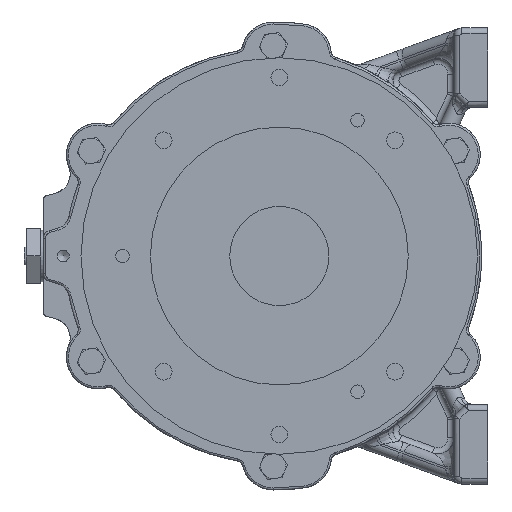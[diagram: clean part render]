
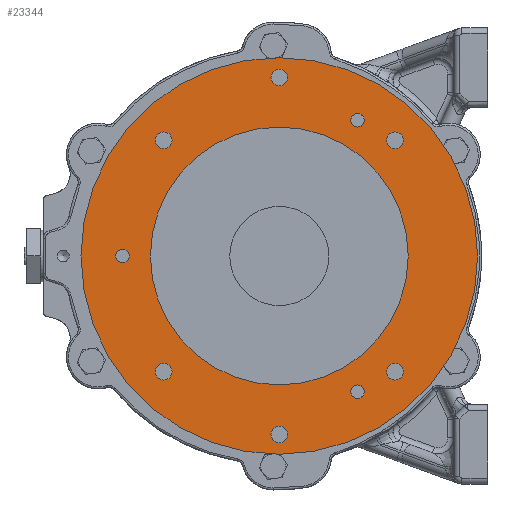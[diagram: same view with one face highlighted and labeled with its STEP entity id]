
A CAD part, left-side view. The second image highlights one B-rep face of the part: STEP entity #23344.
In plain terms, the highlighted planar face has unit normal (-1, 0, 0).
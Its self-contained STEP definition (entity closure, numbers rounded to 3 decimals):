
#499 = ORIENTED_EDGE ( 'NONE', *, *, #2737, .T. ) ;
#636 = CARTESIAN_POINT ( 'NONE',  ( -80.5, -3., 85.75 ) ) ;
#685 = AXIS2_PLACEMENT_3D ( 'NONE', #15500, #20062, #8297 ) ;
#766 = CARTESIAN_POINT ( 'NONE',  ( -80.5, 55.336, -58.336 ) ) ;
#801 = FACE_BOUND ( 'NONE', #46647, .T. ) ;
#1046 = DIRECTION ( 'NONE',  ( 1., 0., 0. ) ) ;
#1063 = DIRECTION ( 'NONE',  ( 0., 0., -1. ) ) ;
#1618 = EDGE_LOOP ( 'NONE', ( #31720 ) ) ;
#1665 = EDGE_LOOP ( 'NONE', ( #35803 ) ) ;
#1793 = DIRECTION ( 'NONE',  ( 0., 0., -1. ) ) ;
#2363 = CARTESIAN_POINT ( 'NONE',  ( -80.5, -3., 90. ) ) ;
#2737 = EDGE_CURVE ( 'NONE', #5302, #5302, #8252, .T. ) ;
#4158 = FACE_BOUND ( 'NONE', #1665, .T. ) ;
#4412 = FACE_OUTER_BOUND ( 'NONE', #10625, .T. ) ;
#4456 = DIRECTION ( 'NONE',  ( 1., 0., 0. ) ) ;
#4720 = ORIENTED_EDGE ( 'NONE', *, *, #5261, .T. ) ;
#4767 = VERTEX_POINT ( 'NONE', #18976 ) ;
#5261 = EDGE_CURVE ( 'NONE', #32664, #32664, #28709, .T. ) ;
#5302 = VERTEX_POINT ( 'NONE', #35090 ) ;
#5710 = CARTESIAN_POINT ( 'NONE',  ( -80.5, 55.336, -62.586 ) ) ;
#5798 = AXIS2_PLACEMENT_3D ( 'NONE', #42140, #19593, #1063 ) ;
#6575 = DIRECTION ( 'NONE',  ( 0., 0., -1. ) ) ;
#7108 = FACE_BOUND ( 'NONE', #36267, .T. ) ;
#7121 = EDGE_LOOP ( 'NONE', ( #46887 ) ) ;
#7889 = CARTESIAN_POINT ( 'NONE',  ( -80.5, 55.336, 54.086 ) ) ;
#8252 = CIRCLE ( 'NONE', #14391, 3.4 ) ;
#8297 = DIRECTION ( 'NONE',  ( 0., 0., -1. ) ) ;
#8328 = VERTEX_POINT ( 'NONE', #44835 ) ;
#8839 = VERTEX_POINT ( 'NONE', #21336 ) ;
#9682 = CIRCLE ( 'NONE', #30423, 4.25 ) ;
#10234 = FACE_BOUND ( 'NONE', #13260, .T. ) ;
#10625 = EDGE_LOOP ( 'NONE', ( #18012 ) ) ;
#11176 = CARTESIAN_POINT ( 'NONE',  ( -80.5, -3., 0. ) ) ;
#11682 = DIRECTION ( 'NONE',  ( 1., 0., 0. ) ) ;
#12228 = CARTESIAN_POINT ( 'NONE',  ( -80.5, -61.336, -62.586 ) ) ;
#12708 = DIRECTION ( 'NONE',  ( 1., 0., 0. ) ) ;
#12724 = CIRCLE ( 'NONE', #5798, 4.25 ) ;
#13260 = EDGE_LOOP ( 'NONE', ( #4720 ) ) ;
#14391 = AXIS2_PLACEMENT_3D ( 'NONE', #17089, #35829, #17574 ) ;
#14968 = EDGE_CURVE ( 'NONE', #30012, #30012, #26884, .T. ) ;
#15432 = DIRECTION ( 'NONE',  ( 1., 0., 0. ) ) ;
#15500 = CARTESIAN_POINT ( 'NONE',  ( -80.5, -61.336, -58.336 ) ) ;
#15834 = AXIS2_PLACEMENT_3D ( 'NONE', #34012, #11682, #30177 ) ;
#16053 = EDGE_CURVE ( 'NONE', #36980, #36980, #40606, .T. ) ;
#16077 = EDGE_CURVE ( 'NONE', #4767, #4767, #27567, .T. ) ;
#17089 = CARTESIAN_POINT ( 'NONE',  ( -80.5, 76., 0. ) ) ;
#17261 = AXIS2_PLACEMENT_3D ( 'NONE', #32361, #21778, #22677 ) ;
#17472 = FACE_BOUND ( 'NONE', #33917, .T. ) ;
#17574 = DIRECTION ( 'NONE',  ( 0., 0., -1. ) ) ;
#17804 = EDGE_CURVE ( 'NONE', #26408, #26408, #18521, .T. ) ;
#17927 = FACE_BOUND ( 'NONE', #7121, .T. ) ;
#18012 = ORIENTED_EDGE ( 'NONE', *, *, #14968, .T. ) ;
#18521 = CIRCLE ( 'NONE', #19319, 4.25 ) ;
#18727 = CARTESIAN_POINT ( 'NONE',  ( -80.5, -3., 100. ) ) ;
#18976 = CARTESIAN_POINT ( 'NONE',  ( -80.5, -3., -94.25 ) ) ;
#19319 = AXIS2_PLACEMENT_3D ( 'NONE', #23930, #34965, #1793 ) ;
#19593 = DIRECTION ( 'NONE',  ( 1., 0., 0. ) ) ;
#20062 = DIRECTION ( 'NONE',  ( 1., 0., 0. ) ) ;
#20440 = EDGE_LOOP ( 'NONE', ( #27006 ) ) ;
#21073 = FACE_BOUND ( 'NONE', #37746, .T. ) ;
#21336 = CARTESIAN_POINT ( 'NONE',  ( -80.5, -42.5, -71.816 ) ) ;
#21749 = CARTESIAN_POINT ( 'NONE',  ( -80.5, -3., 0. ) ) ;
#21778 = DIRECTION ( 'NONE',  ( -1., 0., 0. ) ) ;
#21814 = CARTESIAN_POINT ( 'NONE',  ( -80.5, -42.5, 68.416 ) ) ;
#22099 = CARTESIAN_POINT ( 'NONE',  ( -80.5, -42.5, 65.016 ) ) ;
#22232 = DIRECTION ( 'NONE',  ( -1., 0., 0. ) ) ;
#22677 = DIRECTION ( 'NONE',  ( 0., 0., 1. ) ) ;
#23010 = DIRECTION ( 'NONE',  ( 1., 0., 0. ) ) ;
#23344 = ADVANCED_FACE ( 'NONE', ( #21073, #7108, #4158, #17927, #26280, #4412, #25161, #40912, #801, #17472, #10234 ), #35718, .T. ) ;
#23483 = DIRECTION ( 'NONE',  ( 0., 0., -1. ) ) ;
#23930 = CARTESIAN_POINT ( 'NONE',  ( -80.5, 55.336, 58.336 ) ) ;
#23983 = VERTEX_POINT ( 'NONE', #5710 ) ;
#25161 = FACE_BOUND ( 'NONE', #40385, .T. ) ;
#26115 = EDGE_CURVE ( 'NONE', #23983, #23983, #9682, .T. ) ;
#26280 = FACE_BOUND ( 'NONE', #20440, .T. ) ;
#26358 = ORIENTED_EDGE ( 'NONE', *, *, #17804, .T. ) ;
#26408 = VERTEX_POINT ( 'NONE', #7889 ) ;
#26788 = DIRECTION ( 'NONE',  ( 0., 0., 1. ) ) ;
#26884 = CIRCLE ( 'NONE', #42874, 100. ) ;
#27006 = ORIENTED_EDGE ( 'NONE', *, *, #37951, .T. ) ;
#27567 = CIRCLE ( 'NONE', #39808, 4.25 ) ;
#28544 = VERTEX_POINT ( 'NONE', #39323 ) ;
#28709 = CIRCLE ( 'NONE', #29461, 3.4 ) ;
#29163 = AXIS2_PLACEMENT_3D ( 'NONE', #2363, #12708, #35052 ) ;
#29461 = AXIS2_PLACEMENT_3D ( 'NONE', #21814, #23010, #23483 ) ;
#29486 = CIRCLE ( 'NONE', #33320, 65. ) ;
#29966 = EDGE_CURVE ( 'NONE', #8839, #8839, #44236, .T. ) ;
#30012 = VERTEX_POINT ( 'NONE', #18727 ) ;
#30071 = ORIENTED_EDGE ( 'NONE', *, *, #16077, .T. ) ;
#30084 = DIRECTION ( 'NONE',  ( 0., 0., -1. ) ) ;
#30177 = DIRECTION ( 'NONE',  ( 0., 0., -1. ) ) ;
#30198 = ORIENTED_EDGE ( 'NONE', *, *, #46096, .T. ) ;
#30423 = AXIS2_PLACEMENT_3D ( 'NONE', #766, #15432, #30084 ) ;
#31720 = ORIENTED_EDGE ( 'NONE', *, *, #33511, .T. ) ;
#32361 = CARTESIAN_POINT ( 'NONE',  ( -80.5, -103., 0. ) ) ;
#32664 = VERTEX_POINT ( 'NONE', #22099 ) ;
#33320 = AXIS2_PLACEMENT_3D ( 'NONE', #21749, #1046, #26788 ) ;
#33511 = EDGE_CURVE ( 'NONE', #28544, #28544, #12724, .T. ) ;
#33917 = EDGE_LOOP ( 'NONE', ( #499 ) ) ;
#34012 = CARTESIAN_POINT ( 'NONE',  ( -80.5, -42.5, -68.416 ) ) ;
#34965 = DIRECTION ( 'NONE',  ( 1., 0., 0. ) ) ;
#35052 = DIRECTION ( 'NONE',  ( 0., 0., -1. ) ) ;
#35090 = CARTESIAN_POINT ( 'NONE',  ( -80.5, 76., -3.4 ) ) ;
#35718 = PLANE ( 'NONE',  #17261 ) ;
#35803 = ORIENTED_EDGE ( 'NONE', *, *, #29966, .T. ) ;
#35829 = DIRECTION ( 'NONE',  ( 1., 0., 0. ) ) ;
#36267 = EDGE_LOOP ( 'NONE', ( #30198 ) ) ;
#36883 = DIRECTION ( 'NONE',  ( 0., 0., 1. ) ) ;
#36980 = VERTEX_POINT ( 'NONE', #12228 ) ;
#37746 = EDGE_LOOP ( 'NONE', ( #30071 ) ) ;
#37951 = EDGE_CURVE ( 'NONE', #8328, #8328, #29486, .T. ) ;
#38727 = ORIENTED_EDGE ( 'NONE', *, *, #16053, .T. ) ;
#39323 = CARTESIAN_POINT ( 'NONE',  ( -80.5, -61.336, 54.086 ) ) ;
#39808 = AXIS2_PLACEMENT_3D ( 'NONE', #45048, #4456, #6575 ) ;
#40385 = EDGE_LOOP ( 'NONE', ( #26358 ) ) ;
#40606 = CIRCLE ( 'NONE', #685, 4.25 ) ;
#40912 = FACE_BOUND ( 'NONE', #1618, .T. ) ;
#41244 = VERTEX_POINT ( 'NONE', #636 ) ;
#42140 = CARTESIAN_POINT ( 'NONE',  ( -80.5, -61.336, 58.336 ) ) ;
#42874 = AXIS2_PLACEMENT_3D ( 'NONE', #11176, #22232, #36883 ) ;
#44236 = CIRCLE ( 'NONE', #15834, 3.4 ) ;
#44479 = CIRCLE ( 'NONE', #29163, 4.25 ) ;
#44835 = CARTESIAN_POINT ( 'NONE',  ( -80.5, -3., 65. ) ) ;
#45048 = CARTESIAN_POINT ( 'NONE',  ( -80.5, -3., -90. ) ) ;
#46096 = EDGE_CURVE ( 'NONE', #41244, #41244, #44479, .T. ) ;
#46647 = EDGE_LOOP ( 'NONE', ( #38727 ) ) ;
#46887 = ORIENTED_EDGE ( 'NONE', *, *, #26115, .T. ) ;
